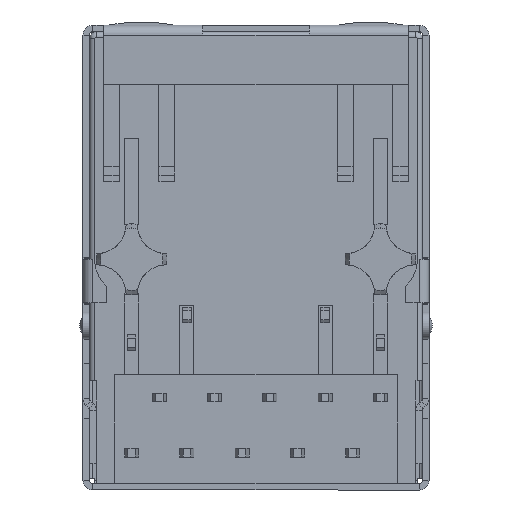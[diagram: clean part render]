
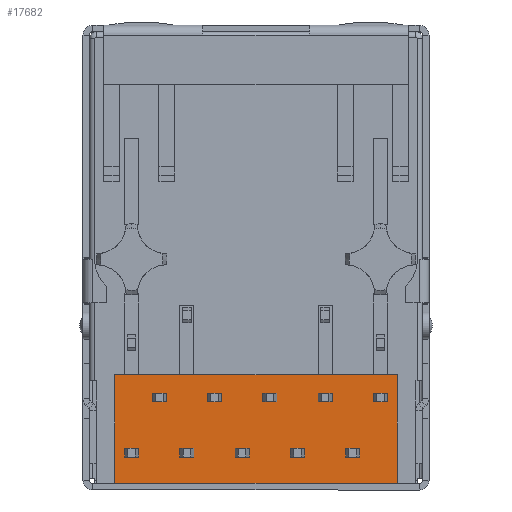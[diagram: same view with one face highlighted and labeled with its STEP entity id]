
A CAD part, front view. The second image highlights one B-rep face of the part: STEP entity #17682.
In plain terms, the highlighted planar face has unit normal (0, -1, 0).
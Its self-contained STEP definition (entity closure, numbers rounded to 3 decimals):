
#132 = EDGE_CURVE ( 'NONE', #13998, #18692, #2925, .T. ) ;
#211 = FACE_OUTER_BOUND ( 'NONE', #12296, .T. ) ;
#748 = EDGE_CURVE ( 'NONE', #20428, #22423, #13901, .T. ) ;
#975 = CARTESIAN_POINT ( 'NONE',  ( -6.04, 0.554, -5.375 ) ) ;
#1015 = VECTOR ( 'NONE', #22458, 1000. ) ;
#1039 = ORIENTED_EDGE ( 'NONE', *, *, #1113, .T. ) ;
#1113 = EDGE_CURVE ( 'NONE', #8507, #8535, #16091, .T. ) ;
#1179 = VERTEX_POINT ( 'NONE', #12987 ) ;
#1908 = CARTESIAN_POINT ( 'NONE',  ( -5.39, 0.554, -5.375 ) ) ;
#2123 = LINE ( 'NONE', #19662, #5429 ) ;
#2574 = AXIS2_PLACEMENT_3D ( 'NONE', #13903, #20912, #8637 ) ;
#2846 = VECTOR ( 'NONE', #15031, 1000. ) ;
#2890 = CARTESIAN_POINT ( 'NONE',  ( -2.85, 0.554, -5.375 ) ) ;
#2925 = LINE ( 'NONE', #21357, #6536 ) ;
#2932 = CARTESIAN_POINT ( 'NONE',  ( 6.5, 0.554, -5.375 ) ) ;
#3329 = DIRECTION ( 'NONE',  ( -1., 0., 0. ) ) ;
#3333 = ORIENTED_EDGE ( 'NONE', *, *, #9919, .T. ) ;
#3798 = VERTEX_POINT ( 'NONE', #6049 ) ;
#3838 = VECTOR ( 'NONE', #16965, 1000. ) ;
#4948 = VECTOR ( 'NONE', #6261, 1000. ) ;
#5148 = ORIENTED_EDGE ( 'NONE', *, *, #16823, .T. ) ;
#5324 = VERTEX_POINT ( 'NONE', #21031 ) ;
#5340 = CARTESIAN_POINT ( 'NONE',  ( 5.39, 0.554, -5.375 ) ) ;
#5362 = ORIENTED_EDGE ( 'NONE', *, *, #12651, .T. ) ;
#5429 = VECTOR ( 'NONE', #7602, 1000. ) ;
#5936 = EDGE_CURVE ( 'NONE', #22423, #5324, #19435, .T. ) ;
#6049 = CARTESIAN_POINT ( 'NONE',  ( -3.5, 0.554, -5.375 ) ) ;
#6261 = DIRECTION ( 'NONE',  ( -1., 0., 0. ) ) ;
#6279 = CARTESIAN_POINT ( 'NONE',  ( -6.5, 0.554, -5.375 ) ) ;
#6336 = LINE ( 'NONE', #18720, #3838 ) ;
#6536 = VECTOR ( 'NONE', #10958, 1000. ) ;
#6660 = LINE ( 'NONE', #19361, #20605 ) ;
#6903 = DIRECTION ( 'NONE',  ( -1., 0., 0. ) ) ;
#6944 = PLANE ( 'NONE',  #2574 ) ;
#6954 = EDGE_CURVE ( 'NONE', #17372, #3798, #2123, .T. ) ;
#7338 = CARTESIAN_POINT ( 'NONE',  ( -6.5, 0.554, -5.375 ) ) ;
#7423 = DIRECTION ( 'NONE',  ( -1., 0., 0. ) ) ;
#7481 = VECTOR ( 'NONE', #15395, 1000. ) ;
#7602 = DIRECTION ( 'NONE',  ( -1., 0., 0. ) ) ;
#8507 = VERTEX_POINT ( 'NONE', #10350 ) ;
#8535 = VERTEX_POINT ( 'NONE', #5340 ) ;
#8581 = CARTESIAN_POINT ( 'NONE',  ( 2.85, 0.554, -5.375 ) ) ;
#8593 = CARTESIAN_POINT ( 'NONE',  ( -6.5, 0.554, -5.375 ) ) ;
#8637 = DIRECTION ( 'NONE',  ( 0., 0., 1. ) ) ;
#9492 = DIRECTION ( 'NONE',  ( -1., 0., 0. ) ) ;
#9919 = EDGE_CURVE ( 'NONE', #5324, #14075, #19969, .T. ) ;
#10350 = CARTESIAN_POINT ( 'NONE',  ( 6.04, 0.554, -5.375 ) ) ;
#10958 = DIRECTION ( 'NONE',  ( 0., 0., 1. ) ) ;
#11027 = CARTESIAN_POINT ( 'NONE',  ( -6.5, 0.554, -10.375 ) ) ;
#11358 = ORIENTED_EDGE ( 'NONE', *, *, #15014, .T. ) ;
#12017 = ORIENTED_EDGE ( 'NONE', *, *, #132, .T. ) ;
#12279 = VECTOR ( 'NONE', #3329, 1000. ) ;
#12296 = EDGE_LOOP ( 'NONE', ( #12017, #11358, #1039, #5362, #21466, #16936, #21706, #22499, #19080, #20495, #3333, #5148 ) ) ;
#12581 = LINE ( 'NONE', #15285, #1015 ) ;
#12651 = EDGE_CURVE ( 'NONE', #8535, #1179, #12581, .T. ) ;
#12987 = CARTESIAN_POINT ( 'NONE',  ( 3.5, 0.554, -5.375 ) ) ;
#13901 = LINE ( 'NONE', #8593, #12279 ) ;
#13903 = CARTESIAN_POINT ( 'NONE',  ( 0., 0.554, 0. ) ) ;
#13998 = VERTEX_POINT ( 'NONE', #19610 ) ;
#14075 = VERTEX_POINT ( 'NONE', #17629 ) ;
#14800 = VECTOR ( 'NONE', #19411, 1000. ) ;
#15014 = EDGE_CURVE ( 'NONE', #18692, #8507, #15412, .T. ) ;
#15031 = DIRECTION ( 'NONE',  ( -1., 0., 0. ) ) ;
#15285 = CARTESIAN_POINT ( 'NONE',  ( -6.5, 0.554, -5.375 ) ) ;
#15395 = DIRECTION ( 'NONE',  ( 1., 0., 0. ) ) ;
#15412 = LINE ( 'NONE', #21767, #4948 ) ;
#15911 = VECTOR ( 'NONE', #7423, 1000. ) ;
#16091 = LINE ( 'NONE', #21589, #20160 ) ;
#16405 = EDGE_CURVE ( 'NONE', #20035, #17372, #6660, .T. ) ;
#16803 = LINE ( 'NONE', #22498, #7481 ) ;
#16823 = EDGE_CURVE ( 'NONE', #14075, #13998, #16803, .T. ) ;
#16879 = LINE ( 'NONE', #6279, #2846 ) ;
#16936 = ORIENTED_EDGE ( 'NONE', *, *, #16405, .T. ) ;
#16965 = DIRECTION ( 'NONE',  ( -1., 0., 0. ) ) ;
#17318 = EDGE_CURVE ( 'NONE', #1179, #20035, #6336, .T. ) ;
#17372 = VERTEX_POINT ( 'NONE', #2890 ) ;
#17629 = CARTESIAN_POINT ( 'NONE',  ( -6.5, 0.554, -10.375 ) ) ;
#17682 = ADVANCED_FACE ( 'NONE', ( #211 ), #6944, .F. ) ;
#18635 = EDGE_CURVE ( 'NONE', #3798, #20428, #16879, .T. ) ;
#18692 = VERTEX_POINT ( 'NONE', #2932 ) ;
#18720 = CARTESIAN_POINT ( 'NONE',  ( -6.5, 0.554, -5.375 ) ) ;
#19080 = ORIENTED_EDGE ( 'NONE', *, *, #748, .T. ) ;
#19361 = CARTESIAN_POINT ( 'NONE',  ( -6.5, 0.554, -5.375 ) ) ;
#19411 = DIRECTION ( 'NONE',  ( 0., 0., -1. ) ) ;
#19435 = LINE ( 'NONE', #7338, #15911 ) ;
#19610 = CARTESIAN_POINT ( 'NONE',  ( 6.5, 0.554, -10.375 ) ) ;
#19662 = CARTESIAN_POINT ( 'NONE',  ( -6.5, 0.554, -5.375 ) ) ;
#19969 = LINE ( 'NONE', #11027, #14800 ) ;
#20035 = VERTEX_POINT ( 'NONE', #8581 ) ;
#20160 = VECTOR ( 'NONE', #9492, 1000. ) ;
#20428 = VERTEX_POINT ( 'NONE', #1908 ) ;
#20495 = ORIENTED_EDGE ( 'NONE', *, *, #5936, .T. ) ;
#20605 = VECTOR ( 'NONE', #6903, 1000. ) ;
#20912 = DIRECTION ( 'NONE',  ( 0., 1., 0. ) ) ;
#21031 = CARTESIAN_POINT ( 'NONE',  ( -6.5, 0.554, -5.375 ) ) ;
#21357 = CARTESIAN_POINT ( 'NONE',  ( 6.5, 0.554, -10.375 ) ) ;
#21466 = ORIENTED_EDGE ( 'NONE', *, *, #17318, .T. ) ;
#21589 = CARTESIAN_POINT ( 'NONE',  ( -6.5, 0.554, -5.375 ) ) ;
#21706 = ORIENTED_EDGE ( 'NONE', *, *, #6954, .T. ) ;
#21767 = CARTESIAN_POINT ( 'NONE',  ( -6.5, 0.554, -5.375 ) ) ;
#22423 = VERTEX_POINT ( 'NONE', #975 ) ;
#22458 = DIRECTION ( 'NONE',  ( -1., 0., 0. ) ) ;
#22498 = CARTESIAN_POINT ( 'NONE',  ( -6.5, 0.554, -10.375 ) ) ;
#22499 = ORIENTED_EDGE ( 'NONE', *, *, #18635, .T. ) ;
